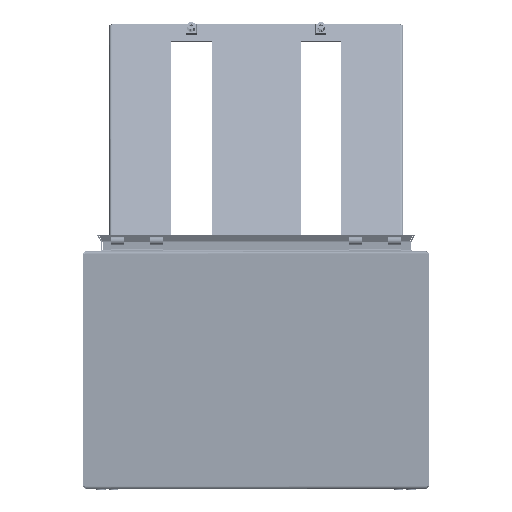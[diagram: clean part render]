
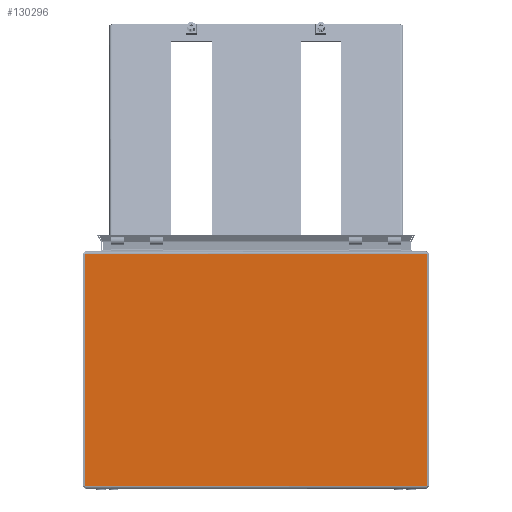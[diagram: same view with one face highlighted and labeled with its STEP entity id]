
A CAD part, front view. The second image highlights one B-rep face of the part: STEP entity #130296.
In plain terms, the highlighted planar face has unit normal (0, -1, 0).
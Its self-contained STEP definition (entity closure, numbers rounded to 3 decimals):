
#14678 = EDGE_LOOP ( 'NONE', ( #32232, #32234, #32236, #32238 ) ) ;
#32232 = ORIENTED_EDGE ( 'NONE', *, *, #131117, .T. ) ;
#32234 = ORIENTED_EDGE ( 'NONE', *, *, #131116, .F. ) ;
#32236 = ORIENTED_EDGE ( 'NONE', *, *, #131119, .F. ) ;
#32238 = ORIENTED_EDGE ( 'NONE', *, *, #131115, .T. ) ;
#41674 = VECTOR ( 'NONE', #125082, 1000. ) ;
#41677 = VECTOR ( 'NONE', #125069, 1000. ) ;
#41681 = VECTOR ( 'NONE', #125063, 1000. ) ;
#41684 = VECTOR ( 'NONE', #125058, 1000. ) ;
#45134 = AXIS2_PLACEMENT_3D ( 'NONE', #134699, #134714, #134716 ) ;
#54914 = VERTEX_POINT ( 'NONE', #105936 ) ;
#54916 = VERTEX_POINT ( 'NONE', #105938 ) ;
#54920 = VERTEX_POINT ( 'NONE', #105942 ) ;
#54921 = VERTEX_POINT ( 'NONE', #105943 ) ;
#105936 = CARTESIAN_POINT ( 'NONE',  ( 198.4, -200., 1.5 ) ) ;
#105938 = CARTESIAN_POINT ( 'NONE',  ( 198.4, -200., 270.5 ) ) ;
#105942 = CARTESIAN_POINT ( 'NONE',  ( -198.4, -200., 1.5 ) ) ;
#105943 = CARTESIAN_POINT ( 'NONE',  ( -198.4, -200., 270.5 ) ) ;
#125044 = LINE ( 'NONE', #125060, #41681 ) ;
#125046 = LINE ( 'NONE', #125054, #41684 ) ;
#125049 = LINE ( 'NONE', #125065, #41677 ) ;
#125054 = CARTESIAN_POINT ( 'NONE',  ( 198.4, -200., 1.5 ) ) ;
#125057 = LINE ( 'NONE', #125078, #41674 ) ;
#125058 = DIRECTION ( 'NONE',  ( 0., 0., 1. ) ) ;
#125060 = CARTESIAN_POINT ( 'NONE',  ( -198.4, -200., 1.5 ) ) ;
#125063 = DIRECTION ( 'NONE',  ( 0., 0., 1. ) ) ;
#125065 = CARTESIAN_POINT ( 'NONE',  ( 197.793, -200., 270.5 ) ) ;
#125069 = DIRECTION ( 'NONE',  ( -1., 0., 0. ) ) ;
#125078 = CARTESIAN_POINT ( 'NONE',  ( -198.5, -200., 1.5 ) ) ;
#125082 = DIRECTION ( 'NONE',  ( -1., 0., 0. ) ) ;
#130296 = ADVANCED_FACE ( 'NONE', ( #134706 ), #134708, .F. ) ;
#131115 = EDGE_CURVE ( 'NONE', #54914, #54916, #125046, .T. ) ;
#131116 = EDGE_CURVE ( 'NONE', #54920, #54921, #125044, .T. ) ;
#131117 = EDGE_CURVE ( 'NONE', #54916, #54921, #125049, .T. ) ;
#131119 = EDGE_CURVE ( 'NONE', #54914, #54920, #125057, .T. ) ;
#134699 = CARTESIAN_POINT ( 'NONE',  ( -198.5, -200., 272. ) ) ;
#134706 = FACE_OUTER_BOUND ( 'NONE', #14678, .T. ) ;
#134708 = PLANE ( 'NONE',  #45134 ) ;
#134714 = DIRECTION ( 'NONE',  ( 0., 1., 0. ) ) ;
#134716 = DIRECTION ( 'NONE',  ( 0., 0., 1. ) ) ;
